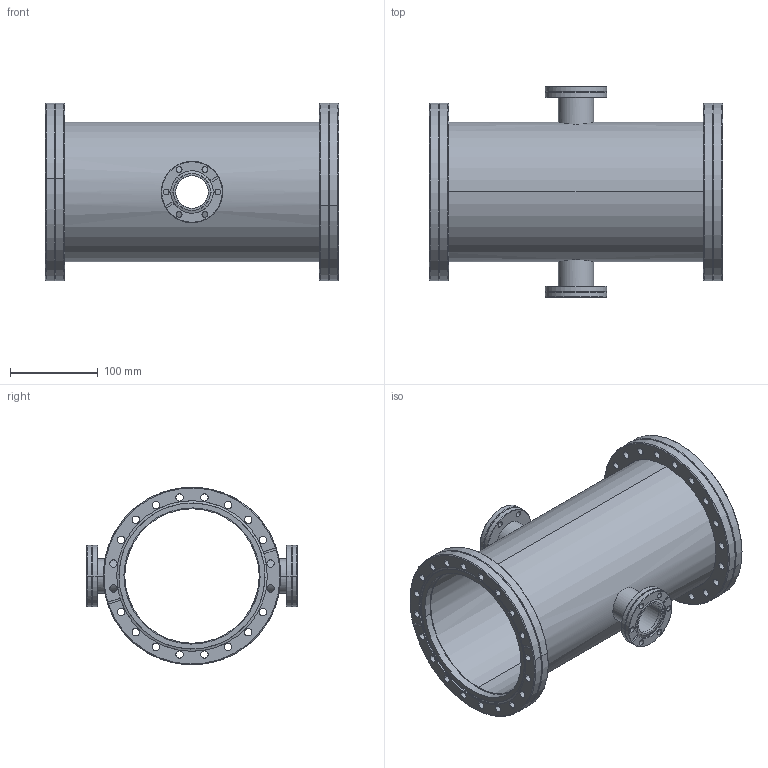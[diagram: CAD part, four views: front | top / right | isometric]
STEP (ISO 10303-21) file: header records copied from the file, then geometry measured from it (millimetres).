
FILE_DESCRIPTION (( 'STEP AP214' ), '1' );
FILE_NAME ('420RKR160-040.stp', '2017-05-31T08:30:43', ( '' ), ( '' ), 'SwSTEP 2.0', 'SolidWorks 2015', '' );
FILE_SCHEMA (( 'AUTOMOTIVE_DESIGN' ));
Length unit declared in the file: millimetre
Products named in the file (1): 420RKR160-040
Bounding box: 334 x 240 x 202.37 mm (x, y, z)
Volume: 1029544.8 mm3; surface area: 471466.1 mm2
Topology: 6 solids, 7 shells, 272 faces, 680 edges, 430 vertices
Faces by surface type: cylinder 178, cone 38, plane 28, torus 28
Entity records: 12569 total; most frequent: CARTESIAN_POINT 2453, DIRECTION 1608, ORIENTED_EDGE 1360, AXIS2_PLACEMENT_3D 695, EDGE_CURVE 680, VERTEX_POINT 430, CIRCLE 422, EDGE_LOOP 402
